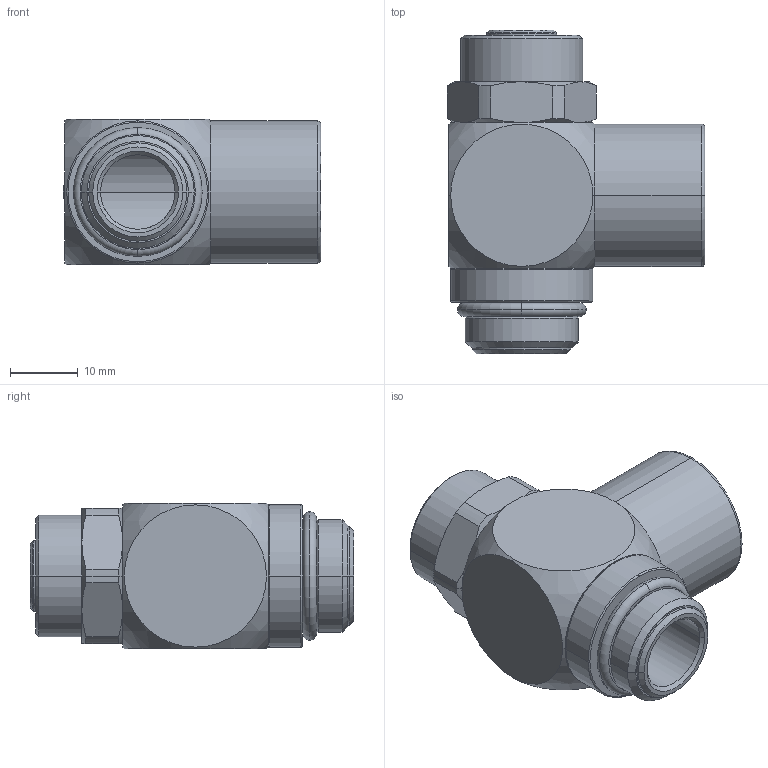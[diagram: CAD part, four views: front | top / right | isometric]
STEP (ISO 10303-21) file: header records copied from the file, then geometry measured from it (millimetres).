
FILE_DESCRIPTION(('STEP AP214'),'1');
FILE_NAME('7140_17_17.stp','2016-07-07T14:19:56',('TraceParts'),('TraceParts S.A.'),'Spatial InterOp 3D',' ',' ');
FILE_SCHEMA(('automotive_design'));
Length unit declared in the file: millimetre
Products named in the file (1): 1
Bounding box: 38 x 47.8 x 21.5 mm (x, y, z)
Volume: 14871.9 mm3; surface area: 7183.8 mm2
Topology: 1 solids, 1 shells, 92 faces, 216 edges, 134 vertices
Faces by surface type: cone 32, cylinder 26, plane 20, torus 12, sphere 2
Entity records: 2772 total; most frequent: CARTESIAN_POINT 604, DIRECTION 510, ORIENTED_EDGE 428, AXIS2_PLACEMENT_3D 229, EDGE_CURVE 214, CIRCLE 136, VERTEX_POINT 134, EDGE_LOOP 104
